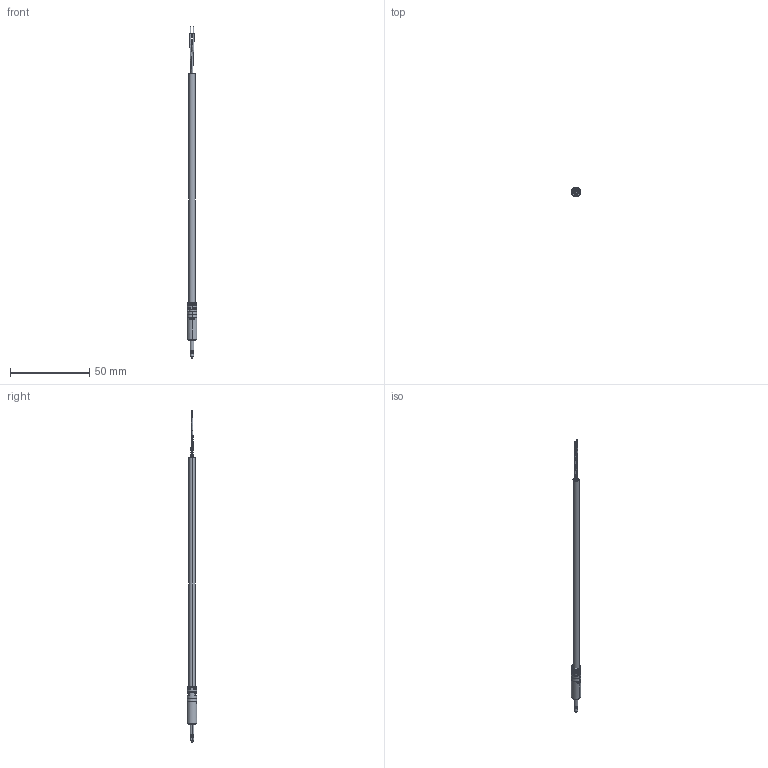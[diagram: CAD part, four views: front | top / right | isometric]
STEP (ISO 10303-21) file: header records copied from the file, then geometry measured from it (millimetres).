
FILE_DESCRIPTION (( 'STEP AP203' ), '1' );
FILE_NAME ('10-00343_revA5.STEP', '2016-10-28T21:15:52', ( '' ), ( '' ), 'SwSTEP 2.0', 'SolidWorks 2015', '' );
FILE_SCHEMA (( 'CONFIG_CONTROL_DESIGN' ));
Length unit declared in the file: millimetre
Products named in the file (4): 24-00028; 50-00398; 30-00177_no heat shrink, no shield; 10-00343_revA5
Assembly tree (3 placements, depth 2):
  10-00343_revA5
    30-00177_no heat shrink, no shield
    24-00028
    50-00398
Bounding box: 6.1 x 6.1 x 209.4 mm (x, y, z)
Volume: 2434.6 mm3; surface area: 14656.2 mm2
Topology: 82 solids, 82 shells, 602 faces, 1277 edges, 852 vertices
Faces by surface type: cylinder 327, plane 223, bspline 36, cone 10, torus 6
Entity records: 18434 total; most frequent: CARTESIAN_POINT 4532, DIRECTION 3008, ORIENTED_EDGE 2554, AXIS2_PLACEMENT_3D 1296, EDGE_CURVE 1277, VERTEX_POINT 852, EDGE_LOOP 741, CIRCLE 724
